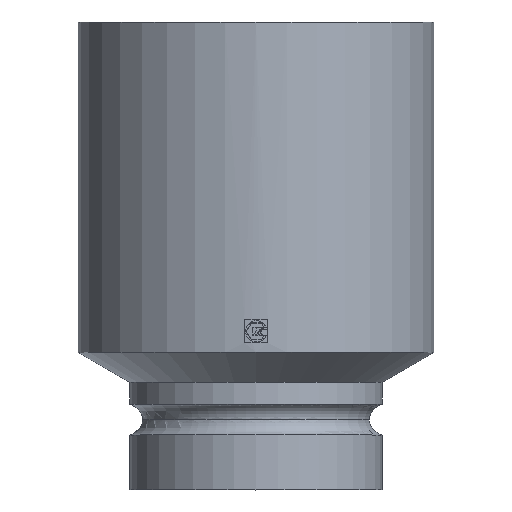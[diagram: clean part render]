
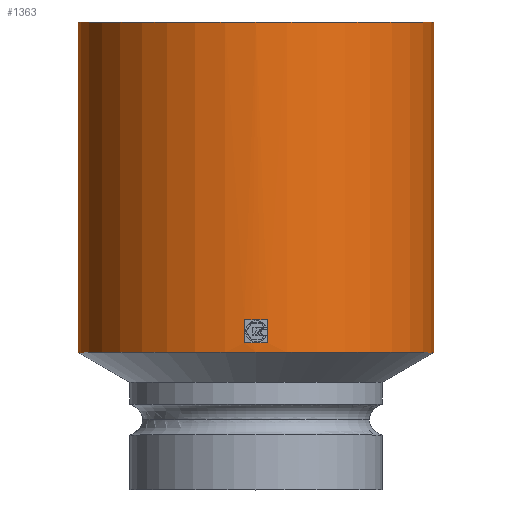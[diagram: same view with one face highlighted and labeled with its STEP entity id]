
A CAD part, top view. The second image highlights one B-rep face of the part: STEP entity #1363.
In plain terms, the highlighted cylindrical face has radius 38 mm (diameter 76 mm), a partial arc.
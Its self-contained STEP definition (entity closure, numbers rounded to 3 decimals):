
#43 = VECTOR ( 'NONE', #1487, 1000. ) ;
#129 = DIRECTION ( 'NONE',  ( 1., 0., 0. ) ) ;
#268 = DIRECTION ( 'NONE',  ( -0.066, 0., 0.998 ) ) ;
#306 = DIRECTION ( 'NONE',  ( 0., -1., 0. ) ) ;
#314 = CARTESIAN_POINT ( 'NONE',  ( 0., 29.351, 0. ) ) ;
#328 = AXIS2_PLACEMENT_3D ( 'NONE', #314, #1415, #593 ) ;
#337 = VECTOR ( 'NONE', #1274, 1000. ) ;
#343 = EDGE_CURVE ( 'NONE', #1063, #366, #382, .T. ) ;
#366 = VERTEX_POINT ( 'NONE', #545 ) ;
#371 = DIRECTION ( 'NONE',  ( 0., -1., 0. ) ) ;
#376 = ORIENTED_EDGE ( 'NONE', *, *, #492, .F. ) ;
#382 = LINE ( 'NONE', #922, #43 ) ;
#396 = EDGE_CURVE ( 'NONE', #1385, #1645, #1640, .T. ) ;
#442 = CARTESIAN_POINT ( 'NONE',  ( -38., 100., 0. ) ) ;
#452 = CARTESIAN_POINT ( 'NONE',  ( 0., 2.042, 0. ) ) ;
#461 = CARTESIAN_POINT ( 'NONE',  ( -2.498, 36.326, 37.918 ) ) ;
#492 = EDGE_CURVE ( 'NONE', #807, #1727, #556, .T. ) ;
#497 = CIRCLE ( 'NONE', #328, 38. ) ;
#537 = CARTESIAN_POINT ( 'NONE',  ( 38., 2.042, 0. ) ) ;
#541 = CARTESIAN_POINT ( 'NONE',  ( -2.498, 36.326, 37.918 ) ) ;
#545 = CARTESIAN_POINT ( 'NONE',  ( -38., 29.351, 0. ) ) ;
#556 = LINE ( 'NONE', #722, #337 ) ;
#560 = DIRECTION ( 'NONE',  ( 0., -1., 0. ) ) ;
#574 = CYLINDRICAL_SURFACE ( 'NONE', #1738, 38. ) ;
#577 = EDGE_CURVE ( 'NONE', #959, #990, #1016, .T. ) ;
#589 = AXIS2_PLACEMENT_3D ( 'NONE', #1601, #371, #1040 ) ;
#593 = DIRECTION ( 'NONE',  ( 1., 0., 0. ) ) ;
#659 = ORIENTED_EDGE ( 'NONE', *, *, #777, .T. ) ;
#672 = CARTESIAN_POINT ( 'NONE',  ( 2.498, 31.351, 37.918 ) ) ;
#681 = ORIENTED_EDGE ( 'NONE', *, *, #933, .F. ) ;
#714 = VECTOR ( 'NONE', #1163, 1000. ) ;
#722 = CARTESIAN_POINT ( 'NONE',  ( 2.498, 31.351, 37.918 ) ) ;
#732 = CIRCLE ( 'NONE', #1423, 38. ) ;
#777 = EDGE_CURVE ( 'NONE', #807, #990, #935, .T. ) ;
#796 = EDGE_LOOP ( 'NONE', ( #1686, #681, #376, #659 ) ) ;
#807 = VERTEX_POINT ( 'NONE', #672 ) ;
#824 = CARTESIAN_POINT ( 'NONE',  ( 0., 100., 0. ) ) ;
#864 = DIRECTION ( 'NONE',  ( 1., 0., 0. ) ) ;
#922 = CARTESIAN_POINT ( 'NONE',  ( -38., 2.042, 0. ) ) ;
#933 = EDGE_CURVE ( 'NONE', #1727, #959, #1398, .T. ) ;
#935 = CIRCLE ( 'NONE', #589, 38. ) ;
#941 = ORIENTED_EDGE ( 'NONE', *, *, #1663, .T. ) ;
#953 = CARTESIAN_POINT ( 'NONE',  ( 0., 36.326, 0. ) ) ;
#959 = VERTEX_POINT ( 'NONE', #541 ) ;
#990 = VERTEX_POINT ( 'NONE', #1138 ) ;
#1016 = LINE ( 'NONE', #461, #714 ) ;
#1030 = AXIS2_PLACEMENT_3D ( 'NONE', #953, #560, #268 ) ;
#1038 = VECTOR ( 'NONE', #1101, 1000. ) ;
#1040 = DIRECTION ( 'NONE',  ( -0.066, 0., 0.998 ) ) ;
#1063 = VERTEX_POINT ( 'NONE', #442 ) ;
#1101 = DIRECTION ( 'NONE',  ( 0., -1., 0. ) ) ;
#1138 = CARTESIAN_POINT ( 'NONE',  ( -2.498, 31.351, 37.918 ) ) ;
#1163 = DIRECTION ( 'NONE',  ( 0., -1., 0. ) ) ;
#1219 = DIRECTION ( 'NONE',  ( 0., -1., 0. ) ) ;
#1249 = CARTESIAN_POINT ( 'NONE',  ( 38., 29.351, 0. ) ) ;
#1266 = FACE_OUTER_BOUND ( 'NONE', #1500, .T. ) ;
#1274 = DIRECTION ( 'NONE',  ( 0., 1., 0. ) ) ;
#1302 = ORIENTED_EDGE ( 'NONE', *, *, #396, .F. ) ;
#1363 = ADVANCED_FACE ( 'NONE', ( #1683, #1266 ), #574, .T. ) ;
#1377 = ORIENTED_EDGE ( 'NONE', *, *, #343, .T. ) ;
#1385 = VERTEX_POINT ( 'NONE', #1549 ) ;
#1398 = CIRCLE ( 'NONE', #1030, 38. ) ;
#1414 = EDGE_CURVE ( 'NONE', #1645, #366, #497, .T. ) ;
#1415 = DIRECTION ( 'NONE',  ( 0., -1., 0. ) ) ;
#1423 = AXIS2_PLACEMENT_3D ( 'NONE', #824, #1219, #129 ) ;
#1487 = DIRECTION ( 'NONE',  ( 0., -1., 0. ) ) ;
#1500 = EDGE_LOOP ( 'NONE', ( #941, #1377, #1521, #1302 ) ) ;
#1521 = ORIENTED_EDGE ( 'NONE', *, *, #1414, .F. ) ;
#1549 = CARTESIAN_POINT ( 'NONE',  ( 38., 100., 0. ) ) ;
#1551 = CARTESIAN_POINT ( 'NONE',  ( 2.498, 36.326, 37.918 ) ) ;
#1601 = CARTESIAN_POINT ( 'NONE',  ( 0., 31.351, 0. ) ) ;
#1640 = LINE ( 'NONE', #537, #1038 ) ;
#1645 = VERTEX_POINT ( 'NONE', #1249 ) ;
#1663 = EDGE_CURVE ( 'NONE', #1385, #1063, #732, .T. ) ;
#1683 = FACE_BOUND ( 'NONE', #796, .T. ) ;
#1686 = ORIENTED_EDGE ( 'NONE', *, *, #577, .F. ) ;
#1727 = VERTEX_POINT ( 'NONE', #1551 ) ;
#1738 = AXIS2_PLACEMENT_3D ( 'NONE', #452, #306, #864 ) ;
